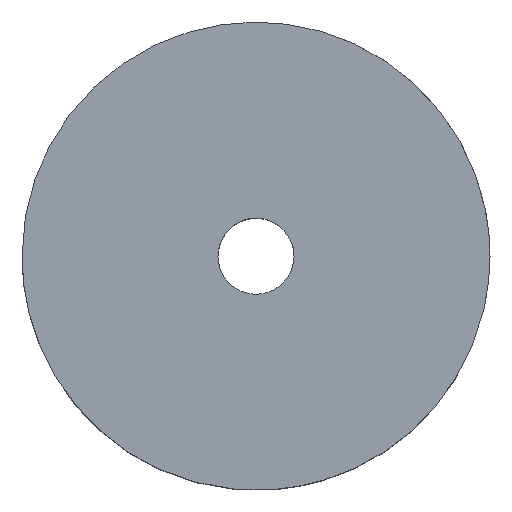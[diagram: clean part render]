
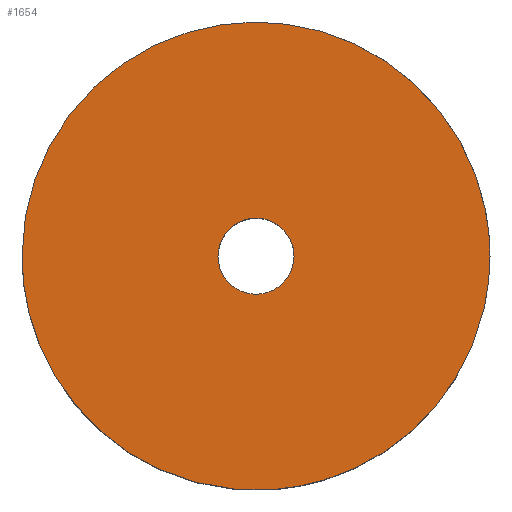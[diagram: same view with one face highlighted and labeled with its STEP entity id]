
A CAD part, top view. The second image highlights one B-rep face of the part: STEP entity #1654.
In plain terms, the highlighted free-form (B-spline) face has degree [1, 1] with [2, 2] control points.
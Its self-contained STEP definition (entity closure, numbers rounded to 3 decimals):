
#722=CARTESIAN_POINT('',(19.519,-4.358,22.0));
#723=VERTEX_POINT('',#722);
#729=CARTESIAN_POINT('',(1.569,-19.938,22.0));
#730=VERTEX_POINT('',#729);
#731=CARTESIAN_POINT('',(19.519,-4.358,22.0));
#732=CARTESIAN_POINT('',(16.3,-18.779,22.));
#733=CARTESIAN_POINT('',(1.569,-19.938,22.));
#741=(BOUNDED_CURVE()B_SPLINE_CURVE(2,(#731,#732,#733),.UNSPECIFIED.,.F.,.U.)B_SPLINE_CURVE_WITH_KNOTS((3,3),(0.537,0.736),.UNSPECIFIED.)CURVE()GEOMETRIC_REPRESENTATION_ITEM()RATIONAL_B_SPLINE_CURVE((0.926,0.762,0.97))REPRESENTATION_ITEM(''));
#742=EDGE_CURVE('',#723,#730,#741,.T.);
#856=CARTESIAN_POINT('',(-20.0,0.0,22.0));
#857=VERTEX_POINT('',#856);
#858=CARTESIAN_POINT('',(1.569,-19.938,22.));
#859=CARTESIAN_POINT('',(0.786,-20.,22.));
#860=CARTESIAN_POINT('',(0.0,-20.0,22.0));
#861=CARTESIAN_POINT('',(-20.,-20.,22.));
#862=CARTESIAN_POINT('',(-20.0,0.0,22.0));
#870=(BOUNDED_CURVE()B_SPLINE_CURVE(2,(#858,#859,#860,#861,#862),.UNSPECIFIED.,.F.,.U.)B_SPLINE_CURVE_WITH_KNOTS((3,2,3),(0.736,0.75,1.0),.UNSPECIFIED.)CURVE()GEOMETRIC_REPRESENTATION_ITEM()RATIONAL_B_SPLINE_CURVE((0.97,0.984,1.0,0.707,1.0))REPRESENTATION_ITEM(''));
#871=EDGE_CURVE('',#730,#857,#870,.T.);
#873=CARTESIAN_POINT('',(20.0,0.0,22.0));
#874=VERTEX_POINT('',#873);
#875=CARTESIAN_POINT('',(-20.0,0.0,22.0));
#876=CARTESIAN_POINT('',(-20.,20.,22.));
#877=CARTESIAN_POINT('',(0.0,20.0,22.0));
#878=CARTESIAN_POINT('',(20.,20.,22.));
#879=CARTESIAN_POINT('',(20.0,0.0,22.0));
#887=(BOUNDED_CURVE()B_SPLINE_CURVE(2,(#875,#876,#877,#878,#879),.UNSPECIFIED.,.F.,.U.)B_SPLINE_CURVE_WITH_KNOTS((3,2,3),(0.0,0.25,0.5),.UNSPECIFIED.)CURVE()GEOMETRIC_REPRESENTATION_ITEM()RATIONAL_B_SPLINE_CURVE((1.0,0.707,1.0,0.707,1.0))REPRESENTATION_ITEM(''));
#888=EDGE_CURVE('',#857,#874,#887,.T.);
#890=CARTESIAN_POINT('',(20.0,0.0,22.0));
#891=CARTESIAN_POINT('',(20.,-2.206,22.0));
#892=CARTESIAN_POINT('',(19.519,-4.358,22.));
#900=(BOUNDED_CURVE()B_SPLINE_CURVE(2,(#890,#891,#892),.UNSPECIFIED.,.F.,.U.)B_SPLINE_CURVE_WITH_KNOTS((3,3),(0.5,0.537),.UNSPECIFIED.)CURVE()GEOMETRIC_REPRESENTATION_ITEM()RATIONAL_B_SPLINE_CURVE((1.0,0.956,0.926))REPRESENTATION_ITEM(''));
#901=EDGE_CURVE('',#874,#723,#900,.T.);
#929=CARTESIAN_POINT('',(-0.384,3.227,22.0));
#930=VERTEX_POINT('',#929);
#931=CARTESIAN_POINT('',(3.25,0.0,22.0));
#932=VERTEX_POINT('',#931);
#933=CARTESIAN_POINT('',(-0.384,3.227,22.));
#934=CARTESIAN_POINT('',(-0.192,3.25,22.));
#935=CARTESIAN_POINT('',(0.0,3.25,22.0));
#936=CARTESIAN_POINT('',(3.25,3.25,22.));
#937=CARTESIAN_POINT('',(3.25,0.0,22.0));
#945=(BOUNDED_CURVE()B_SPLINE_CURVE(2,(#933,#934,#935,#936,#937),.UNSPECIFIED.,.F.,.U.)B_SPLINE_CURVE_WITH_KNOTS((3,2,3),(0.23,0.25,0.5),.UNSPECIFIED.)CURVE()GEOMETRIC_REPRESENTATION_ITEM()RATIONAL_B_SPLINE_CURVE((0.956,0.976,1.0,0.707,1.0))REPRESENTATION_ITEM(''));
#946=EDGE_CURVE('',#930,#932,#945,.T.);
#987=CARTESIAN_POINT('',(0.198,-3.244,22.0));
#988=VERTEX_POINT('',#987);
#994=CARTESIAN_POINT('',(3.25,0.0,22.0));
#995=CARTESIAN_POINT('',(3.25,-3.057,22.));
#996=CARTESIAN_POINT('',(0.198,-3.244,22.0));
#1004=(BOUNDED_CURVE()B_SPLINE_CURVE(2,(#994,#995,#996),.UNSPECIFIED.,.F.,.U.)B_SPLINE_CURVE_WITH_KNOTS((3,3),(0.5,0.739),.UNSPECIFIED.)CURVE()GEOMETRIC_REPRESENTATION_ITEM()RATIONAL_B_SPLINE_CURVE((1.0,0.72,0.976))REPRESENTATION_ITEM(''));
#1005=EDGE_CURVE('',#932,#988,#1004,.T.);
#1028=CARTESIAN_POINT('',(-3.25,0.0,22.0));
#1029=VERTEX_POINT('',#1028);
#1030=CARTESIAN_POINT('',(-3.25,0.0,22.0));
#1031=CARTESIAN_POINT('',(-3.25,2.887,22.));
#1032=CARTESIAN_POINT('',(-0.384,3.227,22.));
#1040=(BOUNDED_CURVE()B_SPLINE_CURVE(2,(#1030,#1031,#1032),.UNSPECIFIED.,.F.,.U.)B_SPLINE_CURVE_WITH_KNOTS((3,3),(0.0,0.23),.UNSPECIFIED.)CURVE()GEOMETRIC_REPRESENTATION_ITEM()RATIONAL_B_SPLINE_CURVE((1.0,0.731,0.956))REPRESENTATION_ITEM(''));
#1041=EDGE_CURVE('',#1029,#930,#1040,.T.);
#1043=CARTESIAN_POINT('',(0.198,-3.244,22.));
#1044=CARTESIAN_POINT('',(0.099,-3.25,22.));
#1045=CARTESIAN_POINT('',(0.0,-3.25,22.0));
#1046=CARTESIAN_POINT('',(-3.25,-3.25,22.));
#1047=CARTESIAN_POINT('',(-3.25,0.0,22.0));
#1055=(BOUNDED_CURVE()B_SPLINE_CURVE(2,(#1043,#1044,#1045,#1046,#1047),.UNSPECIFIED.,.F.,.U.)B_SPLINE_CURVE_WITH_KNOTS((3,2,3),(0.739,0.75,1.0),.UNSPECIFIED.)CURVE()GEOMETRIC_REPRESENTATION_ITEM()RATIONAL_B_SPLINE_CURVE((0.976,0.988,1.0,0.707,1.0))REPRESENTATION_ITEM(''));
#1056=EDGE_CURVE('',#988,#1029,#1055,.T.);
#1637=CARTESIAN_POINT('',(21.998,-21.992,22.0));
#1638=CARTESIAN_POINT('',(-21.998,-21.992,22.0));
#1639=CARTESIAN_POINT('',(21.998,21.998,22.0));
#1640=CARTESIAN_POINT('',(-21.998,21.998,22.0));
#1641=B_SPLINE_SURFACE_WITH_KNOTS('',1,1,((#1637,#1639),(#1638,#1640)),.UNSPECIFIED.,.F.,.F.,.U.,(2,2),(2,2),(0.0,43.996),(0.0,43.99),.UNSPECIFIED.);
#1642=ORIENTED_EDGE('',*,*,#871,.F.);
#1643=ORIENTED_EDGE('',*,*,#742,.F.);
#1644=ORIENTED_EDGE('',*,*,#901,.F.);
#1645=ORIENTED_EDGE('',*,*,#888,.F.);
#1646=EDGE_LOOP('',(#1642,#1643,#1644,#1645));
#1647=FACE_OUTER_BOUND('',#1646,.T.);
#1648=ORIENTED_EDGE('',*,*,#1005,.T.);
#1649=ORIENTED_EDGE('',*,*,#1056,.T.);
#1650=ORIENTED_EDGE('',*,*,#1041,.T.);
#1651=ORIENTED_EDGE('',*,*,#946,.T.);
#1652=EDGE_LOOP('',(#1648,#1649,#1650,#1651));
#1653=FACE_BOUND('',#1652,.T.);
#1654=ADVANCED_FACE('',(#1647,#1653),#1641,.F.);
